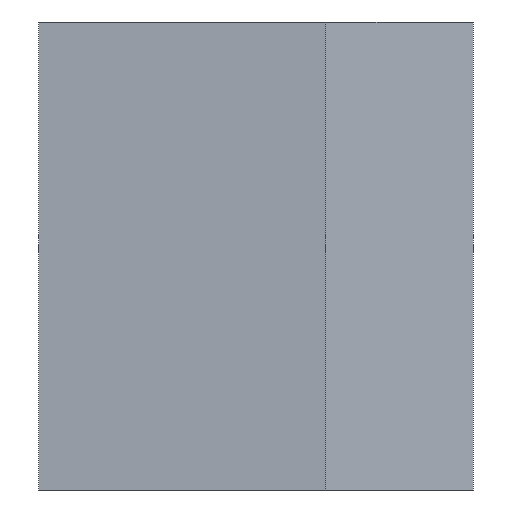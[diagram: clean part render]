
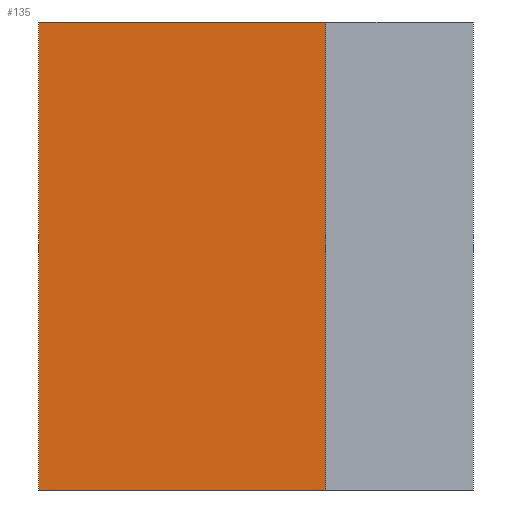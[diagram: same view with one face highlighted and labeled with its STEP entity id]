
A CAD part, front view. The second image highlights one B-rep face of the part: STEP entity #135.
In plain terms, the highlighted planar face has unit normal (0, -1, 0).
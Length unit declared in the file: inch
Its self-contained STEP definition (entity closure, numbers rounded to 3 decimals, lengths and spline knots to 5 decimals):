
#9 = VECTOR ( 'NONE', #123, 39.37008 ) ;
#11 = CARTESIAN_POINT ( 'NONE',  ( -0.8114, -0.84184, 4.4 ) ) ;
#18 = EDGE_LOOP ( 'NONE', ( #236, #275, #269, #98 ) ) ;
#35 = DIRECTION ( 'NONE',  ( 1., 0., 0. ) ) ;
#49 = CARTESIAN_POINT ( 'NONE',  ( -0.8114, -0.84184, 13.2 ) ) ;
#59 = FACE_OUTER_BOUND ( 'NONE', #18, .T. ) ;
#63 = CARTESIAN_POINT ( 'NONE',  ( -0.8114, -0.84184, 13.2 ) ) ;
#98 = ORIENTED_EDGE ( 'NONE', *, *, #202, .F. ) ;
#107 = VERTEX_POINT ( 'NONE', #227 ) ;
#118 = AXIS2_PLACEMENT_3D ( 'NONE', #285, #139, #248 ) ;
#123 = DIRECTION ( 'NONE',  ( 0., 0., -1. ) ) ;
#135 = ADVANCED_FACE ( 'NONE', ( #59 ), #173, .F. ) ;
#137 = VERTEX_POINT ( 'NONE', #220 ) ;
#139 = DIRECTION ( 'NONE',  ( 0., 1., 0. ) ) ;
#140 = VECTOR ( 'NONE', #35, 39.37008 ) ;
#151 = EDGE_CURVE ( 'NONE', #107, #160, #152, .T. ) ;
#152 = LINE ( 'NONE', #201, #9 ) ;
#160 = VERTEX_POINT ( 'NONE', #260 ) ;
#166 = DIRECTION ( 'NONE',  ( 0., 0., -1. ) ) ;
#173 = PLANE ( 'NONE',  #118 ) ;
#175 = EDGE_CURVE ( 'NONE', #357, #160, #176, .T. ) ;
#176 = LINE ( 'NONE', #11, #140 ) ;
#196 = CARTESIAN_POINT ( 'NONE',  ( -0.8114, -0.84184, 4.4 ) ) ;
#201 = CARTESIAN_POINT ( 'NONE',  ( 4.5886, -0.84184, 13.2 ) ) ;
#202 = EDGE_CURVE ( 'NONE', #137, #107, #205, .T. ) ;
#205 = LINE ( 'NONE', #63, #212 ) ;
#212 = VECTOR ( 'NONE', #228, 39.37008 ) ;
#220 = CARTESIAN_POINT ( 'NONE',  ( -0.8114, -0.84184, 13.2 ) ) ;
#227 = CARTESIAN_POINT ( 'NONE',  ( 4.5886, -0.84184, 13.2 ) ) ;
#228 = DIRECTION ( 'NONE',  ( 1., 0., 0. ) ) ;
#236 = ORIENTED_EDGE ( 'NONE', *, *, #358, .T. ) ;
#248 = DIRECTION ( 'NONE',  ( 0., 0., 1. ) ) ;
#250 = LINE ( 'NONE', #49, #301 ) ;
#260 = CARTESIAN_POINT ( 'NONE',  ( 4.5886, -0.84184, 4.4 ) ) ;
#269 = ORIENTED_EDGE ( 'NONE', *, *, #151, .F. ) ;
#275 = ORIENTED_EDGE ( 'NONE', *, *, #175, .T. ) ;
#285 = CARTESIAN_POINT ( 'NONE',  ( -0.8114, -0.84184, 13.2 ) ) ;
#301 = VECTOR ( 'NONE', #166, 39.37008 ) ;
#357 = VERTEX_POINT ( 'NONE', #196 ) ;
#358 = EDGE_CURVE ( 'NONE', #137, #357, #250, .T. ) ;
